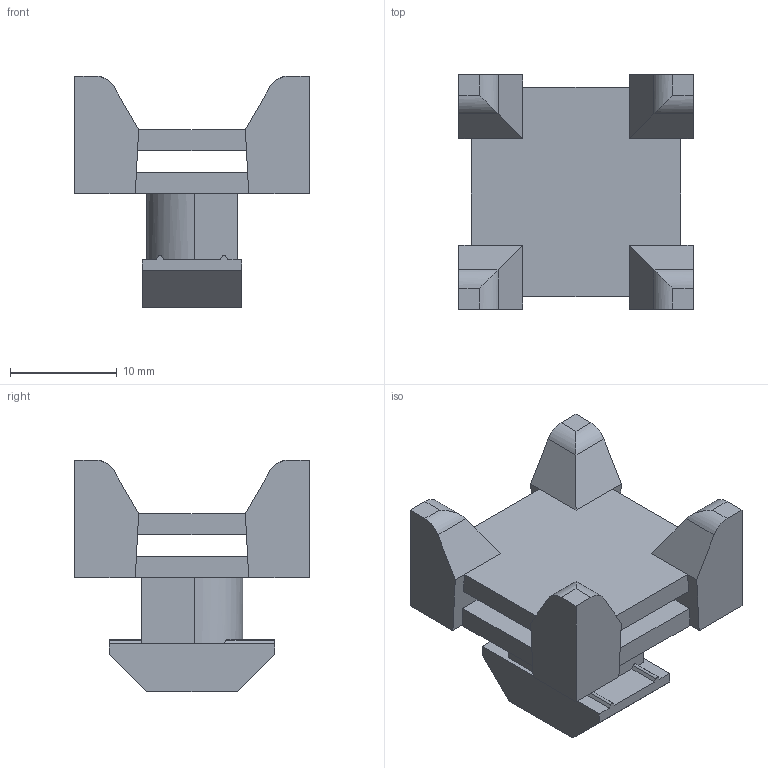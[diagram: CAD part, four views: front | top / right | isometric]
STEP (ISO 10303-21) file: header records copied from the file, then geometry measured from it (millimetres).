
FILE_DESCRIPTION(/* description */ ('KriTec Kreuzkabelbinderblock 10 Raster 40 und 45, grau'),/* implementation_level */ '2;1');
FILE_NAME(/* name */ '81428_KriTec_Kreuzkabelbinderblock_10_Raster_40_und_45_grau.stp',/* time_stamp */ '2021-10-27T11:23:20+02:00',/* author */ ('jendrek'),/* organization */ (''),/* preprocessor_version */ 'ST-DEVELOPER v17',/* originating_system */ 'Autodesk Inventor 2018',/* authorisation */ '');
FILE_SCHEMA (('AUTOMOTIVE_DESIGN { 1 0 10303 214 3 1 1 }'));
Length unit declared in the file: millimetre
Products named in the file (1): 81428 
Bounding box: 22 x 22 x 21.7 mm (x, y, z)
Volume: 3419.3 mm3; surface area: 2832.2 mm2
Topology: 1 solids, 1 shells, 77 faces, 228 edges, 148 vertices
Faces by surface type: plane 63, cylinder 14
Entity records: 2607 total; most frequent: CARTESIAN_POINT 480, ORIENTED_EDGE 456, DIRECTION 410, EDGE_CURVE 228, LINE 198, VECTOR 198, VERTEX_POINT 148, AXIS2_PLACEMENT_3D 106
